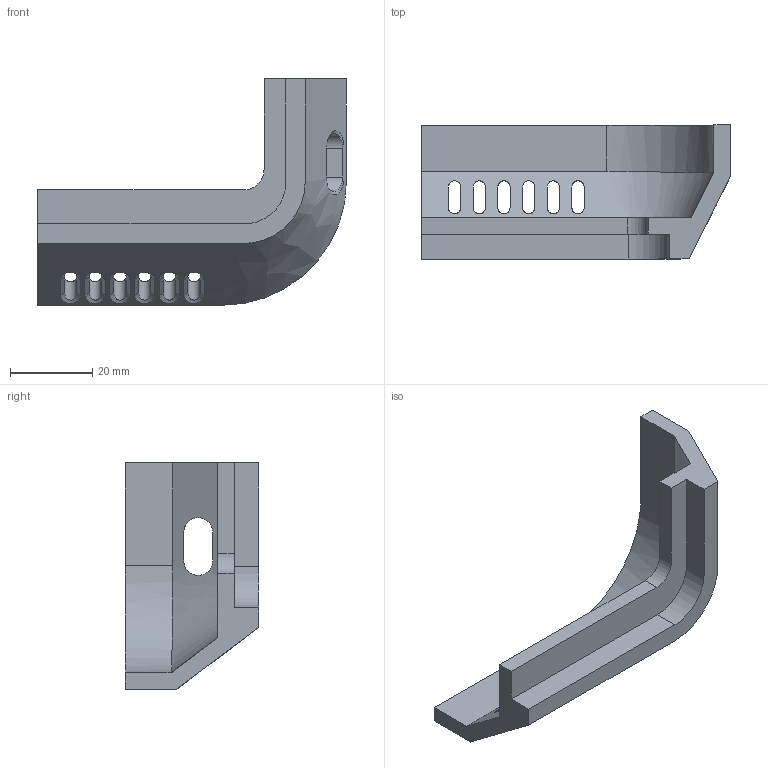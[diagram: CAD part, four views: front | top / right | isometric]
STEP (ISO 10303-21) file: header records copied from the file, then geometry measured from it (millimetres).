
FILE_DESCRIPTION (( 'STEP AP203' ), '1' );
FILE_NAME ('Body_Bottom_2.STEP', '2024-10-28T17:09:20', ( '' ), ( '' ), 'SwSTEP 2.0', 'SolidWorks 2023', '' );
FILE_SCHEMA (( 'CONFIG_CONTROL_DESIGN' ));
Length unit declared in the file: millimetre
Products named in the file (1): Body_Bottom_2
Bounding box: 75 x 32.5 x 55 mm (x, y, z)
Volume: 20309.1 mm3; surface area: 10851.1 mm2
Topology: 1 solids, 1 shells, 77 faces, 199 edges, 124 vertices
Faces by surface type: bspline 30, plane 28, cylinder 19
Entity records: 8461 total; most frequent: CARTESIAN_POINT 6820, ORIENTED_EDGE 398, EDGE_CURVE 199, DIRECTION 181, VERTEX_POINT 124, B_SPLINE_CURVE_WITH_KNOTS 122, EDGE_LOOP 91, ADVANCED_FACE 77
